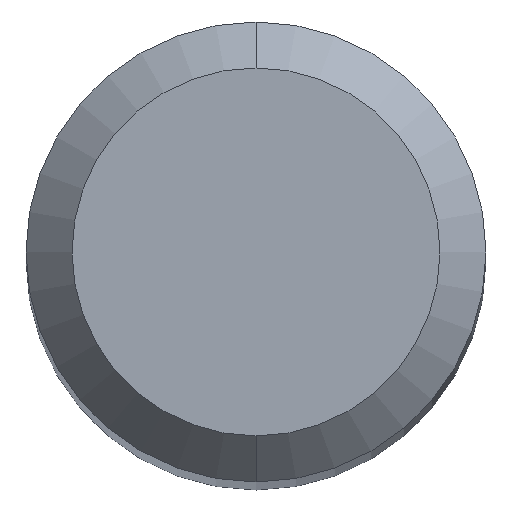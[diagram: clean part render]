
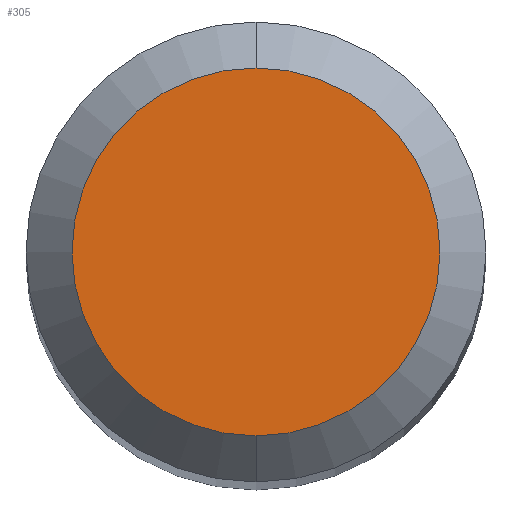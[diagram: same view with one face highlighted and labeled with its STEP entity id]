
A CAD part, top view. The second image highlights one B-rep face of the part: STEP entity #305.
In plain terms, the highlighted planar face has unit normal (0, 0, 1).
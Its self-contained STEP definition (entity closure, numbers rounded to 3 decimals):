
#225=VERTEX_POINT('',#536);
#295=VERTEX_POINT('',#614);
#305=ADVANCED_FACE('',(#625),#626,.T.);
#325=EDGE_CURVE('',#225,#295,#648,.T.);
#457=EDGE_CURVE('',#295,#225,#794,.T.);
#536=CARTESIAN_POINT('',(0.0,1.2,0.0));
#614=CARTESIAN_POINT('',(0.,-1.2,0.0));
#625=FACE_OUTER_BOUND('',#1102,.T.);
#626=PLANE('',#1103);
#648=CIRCLE('',#1145,1.2);
#794=CIRCLE('',#1411,1.2);
#1102=EDGE_LOOP('',(#1598,#1599));
#1103=AXIS2_PLACEMENT_3D('',#1600,#1601,#1602);
#1145=AXIS2_PLACEMENT_3D('',#1642,#1643,#1644);
#1411=AXIS2_PLACEMENT_3D('',#1801,#1802,#1803);
#1598=ORIENTED_EDGE('',*,*,#325,.F.);
#1599=ORIENTED_EDGE('',*,*,#457,.F.);
#1600=CARTESIAN_POINT('',(0.0,0.6,0.0));
#1601=DIRECTION('',(-0.0,0.0,1.0));
#1602=DIRECTION('',(0.0,-1.0,0.0));
#1642=CARTESIAN_POINT('',(0.0,0.0,0.0));
#1643=DIRECTION('',(0.0,0.0,-1.0));
#1644=DIRECTION('',(0.0,1.0,0.0));
#1801=CARTESIAN_POINT('',(0.0,0.0,0.0));
#1802=DIRECTION('',(0.0,0.0,-1.0));
#1803=DIRECTION('',(0.0,1.0,0.0));
